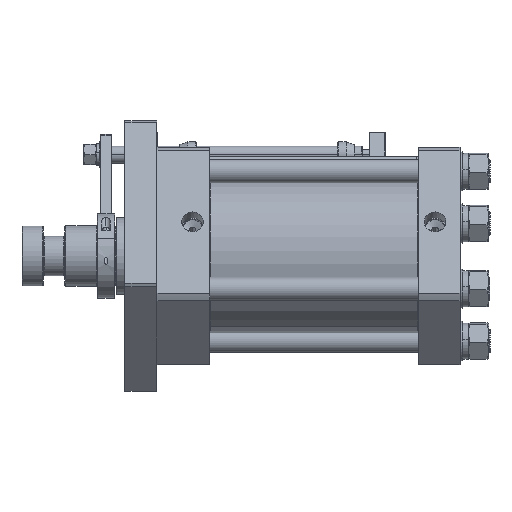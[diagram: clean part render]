
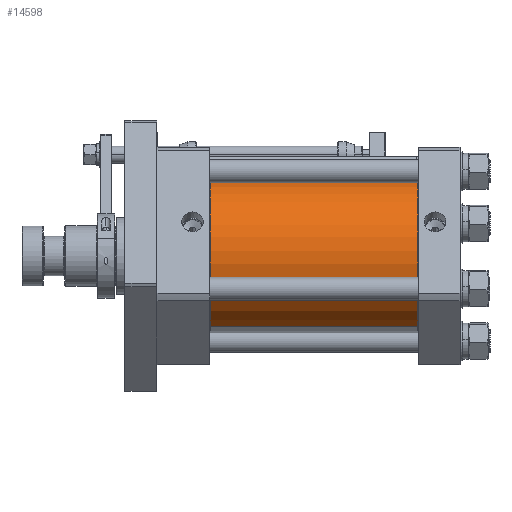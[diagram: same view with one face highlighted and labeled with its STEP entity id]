
A CAD part, left-side view. The second image highlights one B-rep face of the part: STEP entity #14598.
In plain terms, the highlighted cylindrical face has radius 90 mm (diameter 180 mm), a partial arc.
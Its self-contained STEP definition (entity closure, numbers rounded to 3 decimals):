
#2764 = FACE_OUTER_BOUND ( 'NONE', #23924, .T. ) ;
#2766 = CYLINDRICAL_SURFACE ( 'NONE', #23293, 90. ) ;
#4143 = CIRCLE ( 'NONE', #4150, 90. ) ;
#4150 = AXIS2_PLACEMENT_3D ( 'NONE', #89028, #89029, #89030 ) ;
#4206 = VECTOR ( 'NONE', #67361, 1000. ) ;
#13927 = CARTESIAN_POINT ( 'NONE',  ( -430.632, -73.084, 0. ) ) ;
#13928 = DIRECTION ( 'NONE',  ( -1., 0., 0. ) ) ;
#13929 = DIRECTION ( 'NONE',  ( 0., 0., 1. ) ) ;
#14598 = ADVANCED_FACE ( 'NONE', ( #2764 ), #2766, .T. ) ;
#23293 = AXIS2_PLACEMENT_3D ( 'NONE', #13927, #13928, #13929 ) ;
#23924 = EDGE_LOOP ( 'NONE', ( #53524, #53528, #53688, #53787 ) ) ;
#37926 = CARTESIAN_POINT ( 'NONE',  ( -177.626, -73.084, 90. ) ) ;
#37974 = CARTESIAN_POINT ( 'NONE',  ( -177.626, -73.084, -90. ) ) ;
#37986 = CARTESIAN_POINT ( 'NONE',  ( -419.626, -73.084, 90. ) ) ;
#37998 = CARTESIAN_POINT ( 'NONE',  ( -419.626, -73.084, -90. ) ) ;
#38497 = CARTESIAN_POINT ( 'NONE',  ( -430.632, -73.084, -90. ) ) ;
#38498 = DIRECTION ( 'NONE',  ( -1., 0., 0. ) ) ;
#38502 = CARTESIAN_POINT ( 'NONE',  ( -177.626, -73.084, 0. ) ) ;
#38503 = DIRECTION ( 'NONE',  ( -1., 0., 0. ) ) ;
#38504 = DIRECTION ( 'NONE',  ( 0., 0., 1. ) ) ;
#48871 = LINE ( 'NONE', #38497, #54281 ) ;
#48944 = LINE ( 'NONE', #67360, #4206 ) ;
#53524 = ORIENTED_EDGE ( 'NONE', *, *, #63036, .F. ) ;
#53528 = ORIENTED_EDGE ( 'NONE', *, *, #63038, .T. ) ;
#53688 = ORIENTED_EDGE ( 'NONE', *, *, #63214, .T. ) ;
#53787 = ORIENTED_EDGE ( 'NONE', *, *, #63156, .F. ) ;
#54278 = CIRCLE ( 'NONE', #54283, 90. ) ;
#54281 = VECTOR ( 'NONE', #38498, 1000. ) ;
#54283 = AXIS2_PLACEMENT_3D ( 'NONE', #38502, #38503, #38504 ) ;
#63036 = EDGE_CURVE ( 'NONE', #84432, #84560, #48871, .T. ) ;
#63038 = EDGE_CURVE ( 'NONE', #84432, #84217, #54278, .T. ) ;
#63156 = EDGE_CURVE ( 'NONE', #84560, #84500, #4143, .T. ) ;
#63214 = EDGE_CURVE ( 'NONE', #84217, #84500, #48944, .T. ) ;
#67360 = CARTESIAN_POINT ( 'NONE',  ( -430.632, -73.084, 90. ) ) ;
#67361 = DIRECTION ( 'NONE',  ( -1., 0., 0. ) ) ;
#84217 = VERTEX_POINT ( 'NONE', #37926 ) ;
#84432 = VERTEX_POINT ( 'NONE', #37974 ) ;
#84500 = VERTEX_POINT ( 'NONE', #37986 ) ;
#84560 = VERTEX_POINT ( 'NONE', #37998 ) ;
#89028 = CARTESIAN_POINT ( 'NONE',  ( -419.626, -73.084, 0. ) ) ;
#89029 = DIRECTION ( 'NONE',  ( -1., 0., 0. ) ) ;
#89030 = DIRECTION ( 'NONE',  ( 0., 0., 1. ) ) ;
